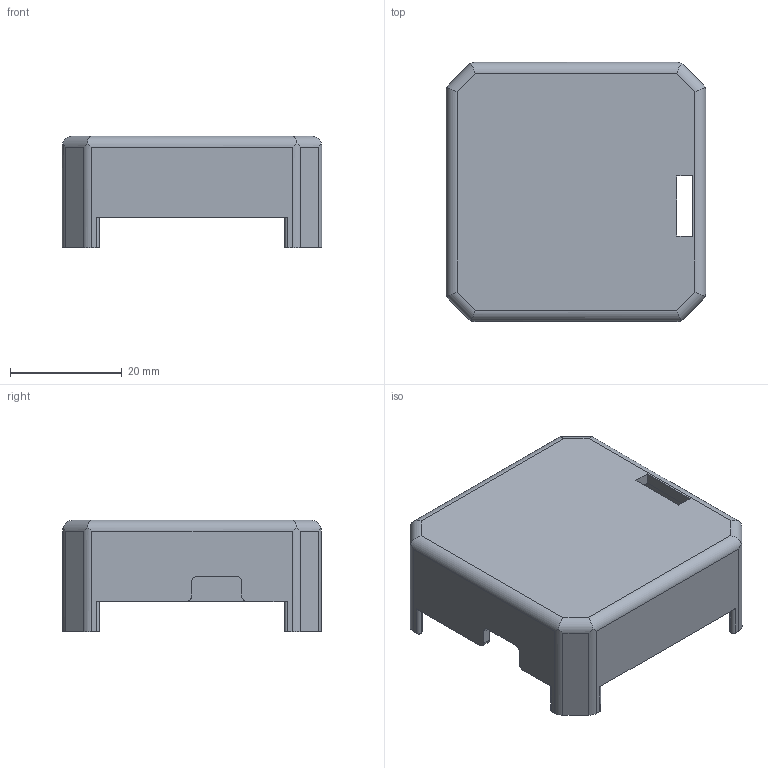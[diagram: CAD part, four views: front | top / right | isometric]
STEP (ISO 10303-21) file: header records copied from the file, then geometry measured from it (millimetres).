
FILE_DESCRIPTION(/* description */ (''),/* implementation_level */ '2;1');
FILE_NAME(/* name */ 'Cover closed S v3 v6.step',/* time_stamp */ '2021-03-21T20:29:04+01:00',/* author */ (''),/* organization */ (''),/* preprocessor_version */ 'ST-DEVELOPER v18.1',/* originating_system */ 'Autodesk Translation Framework v9.10.0.1330',/* authorisation */ '');
FILE_SCHEMA (('AUTOMOTIVE_DESIGN { 1 0 10303 214 3 1 1 }'));
Length unit declared in the file: millimetre
Products named in the file (2): Cover closed S v3; Closed
Assembly tree (1 placements, depth 2):
  Cover closed S v3
    Closed
Bounding box: 46.49 x 46.34 x 20 mm (x, y, z)
Volume: 8906 mm3; surface area: 8993.3 mm2
Topology: 1 solids, 1 shells, 110 faces, 316 edges, 208 vertices
Faces by surface type: cylinder 55, plane 55
Entity records: 3690 total; most frequent: DIRECTION 652, CARTESIAN_POINT 637, ORIENTED_EDGE 632, EDGE_CURVE 316, AXIS2_PLACEMENT_3D 223, VERTEX_POINT 208, LINE 206, VECTOR 206
